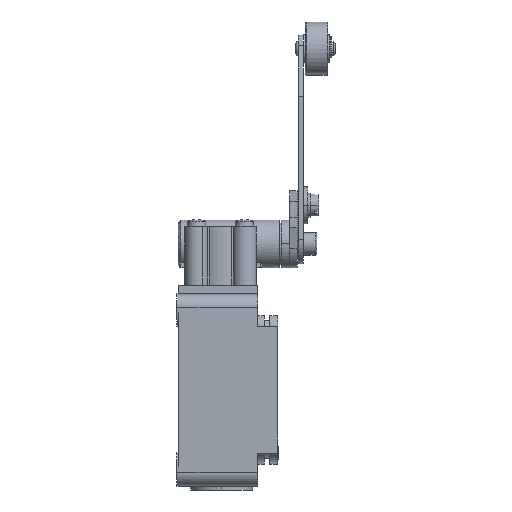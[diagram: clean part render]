
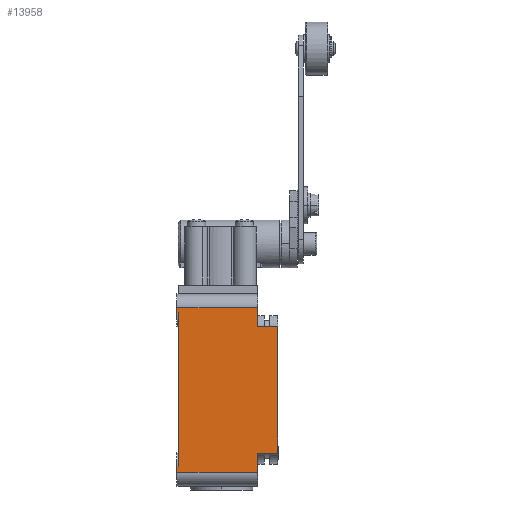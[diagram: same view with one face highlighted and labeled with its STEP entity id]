
A CAD part, left-side view. The second image highlights one B-rep face of the part: STEP entity #13958.
In plain terms, the highlighted planar face has unit normal (-1, 0, 0).
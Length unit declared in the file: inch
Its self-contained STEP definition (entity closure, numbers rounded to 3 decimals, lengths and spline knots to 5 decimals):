
#22 = VECTOR ( 'NONE', #10336, 39.37008 ) ;
#301 = VERTEX_POINT ( 'NONE', #17299 ) ;
#387 = VECTOR ( 'NONE', #8735, 39.37008 ) ;
#573 = DIRECTION ( 'NONE',  ( 0., 0., -1. ) ) ;
#773 = CARTESIAN_POINT ( 'NONE',  ( -1.3878, -0.01969, 2.32283 ) ) ;
#960 = VERTEX_POINT ( 'NONE', #17042 ) ;
#1056 = ORIENTED_EDGE ( 'NONE', *, *, #12117, .T. ) ;
#1193 = LINE ( 'NONE', #6958, #16835 ) ;
#1202 = LINE ( 'NONE', #4054, #14541 ) ;
#1246 = LINE ( 'NONE', #5876, #10534 ) ;
#1401 = CARTESIAN_POINT ( 'NONE',  ( -1.3878, -0.64961, -0.03937 ) ) ;
#1591 = CARTESIAN_POINT ( 'NONE',  ( -1.3878, 0., -0.03937 ) ) ;
#1810 = LINE ( 'NONE', #5201, #16074 ) ;
#2920 = EDGE_CURVE ( 'NONE', #11706, #8311, #1193, .T. ) ;
#2968 = VERTEX_POINT ( 'NONE', #11054 ) ;
#2981 = CARTESIAN_POINT ( 'NONE',  ( -1.3878, -1.49606, 2.40157 ) ) ;
#3205 = CARTESIAN_POINT ( 'NONE',  ( -1.3878, -0.64961, 2.40157 ) ) ;
#3801 = ORIENTED_EDGE ( 'NONE', *, *, #10422, .F. ) ;
#4008 = DIRECTION ( 'NONE',  ( 0., -1., 0. ) ) ;
#4054 = CARTESIAN_POINT ( 'NONE',  ( -1.3878, -0.64961, 2.32283 ) ) ;
#4443 = EDGE_CURVE ( 'NONE', #7612, #9177, #1246, .T. ) ;
#4634 = LINE ( 'NONE', #3205, #17887 ) ;
#4659 = CARTESIAN_POINT ( 'NONE',  ( -1.3878, -0.64961, 2.11704 ) ) ;
#4938 = DIRECTION ( 'NONE',  ( 0., 1., 0. ) ) ;
#5080 = CARTESIAN_POINT ( 'NONE',  ( -1.3878, 0., 2.40157 ) ) ;
#5201 = CARTESIAN_POINT ( 'NONE',  ( -1.3878, 0., 2.40157 ) ) ;
#5277 = DIRECTION ( 'NONE',  ( 0., 0., -1. ) ) ;
#5285 = DIRECTION ( 'NONE',  ( 0., -1., 0. ) ) ;
#5458 = LINE ( 'NONE', #1401, #10581 ) ;
#5701 = EDGE_CURVE ( 'NONE', #2968, #11531, #11372, .T. ) ;
#5876 = CARTESIAN_POINT ( 'NONE',  ( -1.3878, -1.20079, 2.40157 ) ) ;
#6023 = ORIENTED_EDGE ( 'NONE', *, *, #13683, .T. ) ;
#6054 = LINE ( 'NONE', #4659, #14548 ) ;
#6088 = VECTOR ( 'NONE', #10851, 39.37008 ) ;
#6390 = ORIENTED_EDGE ( 'NONE', *, *, #2920, .T. ) ;
#6427 = ORIENTED_EDGE ( 'NONE', *, *, #7445, .T. ) ;
#6958 = CARTESIAN_POINT ( 'NONE',  ( -1.3878, -0.01969, 1.2405 ) ) ;
#7019 = CARTESIAN_POINT ( 'NONE',  ( -1.3878, -1.20079, 2.40157 ) ) ;
#7445 = EDGE_CURVE ( 'NONE', #960, #7612, #6054, .T. ) ;
#7447 = ORIENTED_EDGE ( 'NONE', *, *, #11523, .F. ) ;
#7595 = ORIENTED_EDGE ( 'NONE', *, *, #7702, .T. ) ;
#7612 = VERTEX_POINT ( 'NONE', #14368 ) ;
#7702 = EDGE_CURVE ( 'NONE', #9177, #18146, #4634, .T. ) ;
#7983 = DIRECTION ( 'NONE',  ( 0., 0., 1. ) ) ;
#8155 = LINE ( 'NONE', #12532, #8184 ) ;
#8184 = VECTOR ( 'NONE', #4008, 39.37008 ) ;
#8311 = VERTEX_POINT ( 'NONE', #15161 ) ;
#8429 = DIRECTION ( 'NONE',  ( 0., 0., 1. ) ) ;
#8735 = DIRECTION ( 'NONE',  ( 0., 0., 1. ) ) ;
#9177 = VERTEX_POINT ( 'NONE', #16721 ) ;
#9490 = DIRECTION ( 'NONE',  ( -1., 0., 0. ) ) ;
#9849 = DIRECTION ( 'NONE',  ( 0., 0., 1. ) ) ;
#10336 = DIRECTION ( 'NONE',  ( 0., -1., 0. ) ) ;
#10422 = EDGE_CURVE ( 'NONE', #2968, #18718, #5458, .T. ) ;
#10534 = VECTOR ( 'NONE', #9849, 39.37008 ) ;
#10581 = VECTOR ( 'NONE', #11516, 39.37008 ) ;
#10799 = ORIENTED_EDGE ( 'NONE', *, *, #18459, .T. ) ;
#10844 = ORIENTED_EDGE ( 'NONE', *, *, #15825, .T. ) ;
#10851 = DIRECTION ( 'NONE',  ( 0., 0., -1. ) ) ;
#10912 = CARTESIAN_POINT ( 'NONE',  ( -1.3878, -0.64961, 2.40157 ) ) ;
#11054 = CARTESIAN_POINT ( 'NONE',  ( -1.3878, -1.20079, -0.03937 ) ) ;
#11372 = LINE ( 'NONE', #7019, #18196 ) ;
#11516 = DIRECTION ( 'NONE',  ( 0., 1., 0. ) ) ;
#11523 = EDGE_CURVE ( 'NONE', #301, #8311, #14136, .T. ) ;
#11531 = VERTEX_POINT ( 'NONE', #13259 ) ;
#11639 = DIRECTION ( 'NONE',  ( 0., 1., 0. ) ) ;
#11706 = VERTEX_POINT ( 'NONE', #773 ) ;
#12117 = EDGE_CURVE ( 'NONE', #12126, #11706, #1202, .T. ) ;
#12126 = VERTEX_POINT ( 'NONE', #15501 ) ;
#12436 = AXIS2_PLACEMENT_3D ( 'NONE', #10912, #9490, #7983 ) ;
#12532 = CARTESIAN_POINT ( 'NONE',  ( -1.3878, -0.64961, 0.24517 ) ) ;
#13259 = CARTESIAN_POINT ( 'NONE',  ( -1.3878, -1.20079, 0.24517 ) ) ;
#13521 = VERTEX_POINT ( 'NONE', #16879 ) ;
#13683 = EDGE_CURVE ( 'NONE', #13521, #960, #15936, .T. ) ;
#13841 = PLANE ( 'NONE',  #12436 ) ;
#13847 = EDGE_CURVE ( 'NONE', #11531, #13521, #8155, .T. ) ;
#13866 = ORIENTED_EDGE ( 'NONE', *, *, #5701, .T. ) ;
#13958 = ADVANCED_FACE ( 'NONE', ( #16680 ), #13841, .T. ) ;
#14136 = LINE ( 'NONE', #15910, #22 ) ;
#14368 = CARTESIAN_POINT ( 'NONE',  ( -1.3878, -1.20079, 2.11704 ) ) ;
#14541 = VECTOR ( 'NONE', #5285, 39.37008 ) ;
#14548 = VECTOR ( 'NONE', #4938, 39.37008 ) ;
#14984 = ORIENTED_EDGE ( 'NONE', *, *, #4443, .T. ) ;
#15161 = CARTESIAN_POINT ( 'NONE',  ( -1.3878, -0.01969, 0.03937 ) ) ;
#15215 = LINE ( 'NONE', #5080, #6088 ) ;
#15501 = CARTESIAN_POINT ( 'NONE',  ( -1.3878, 0., 2.32283 ) ) ;
#15684 = CARTESIAN_POINT ( 'NONE',  ( -1.3878, 0., 2.40157 ) ) ;
#15825 = EDGE_CURVE ( 'NONE', #301, #18718, #1810, .T. ) ;
#15910 = CARTESIAN_POINT ( 'NONE',  ( -1.3878, -0.01969, 0.03937 ) ) ;
#15936 = LINE ( 'NONE', #2981, #387 ) ;
#16074 = VECTOR ( 'NONE', #573, 39.37008 ) ;
#16680 = FACE_OUTER_BOUND ( 'NONE', #17258, .T. ) ;
#16721 = CARTESIAN_POINT ( 'NONE',  ( -1.3878, -1.20079, 2.40157 ) ) ;
#16835 = VECTOR ( 'NONE', #5277, 39.37008 ) ;
#16879 = CARTESIAN_POINT ( 'NONE',  ( -1.3878, -1.49606, 0.24517 ) ) ;
#17042 = CARTESIAN_POINT ( 'NONE',  ( -1.3878, -1.49606, 2.11704 ) ) ;
#17258 = EDGE_LOOP ( 'NONE', ( #10844, #3801, #13866, #18604, #6023, #6427, #14984, #7595, #10799, #1056, #6390, #7447 ) ) ;
#17299 = CARTESIAN_POINT ( 'NONE',  ( -1.3878, 0., 0.03937 ) ) ;
#17887 = VECTOR ( 'NONE', #11639, 39.37008 ) ;
#18146 = VERTEX_POINT ( 'NONE', #15684 ) ;
#18196 = VECTOR ( 'NONE', #8429, 39.37008 ) ;
#18459 = EDGE_CURVE ( 'NONE', #18146, #12126, #15215, .T. ) ;
#18604 = ORIENTED_EDGE ( 'NONE', *, *, #13847, .T. ) ;
#18718 = VERTEX_POINT ( 'NONE', #1591 ) ;
